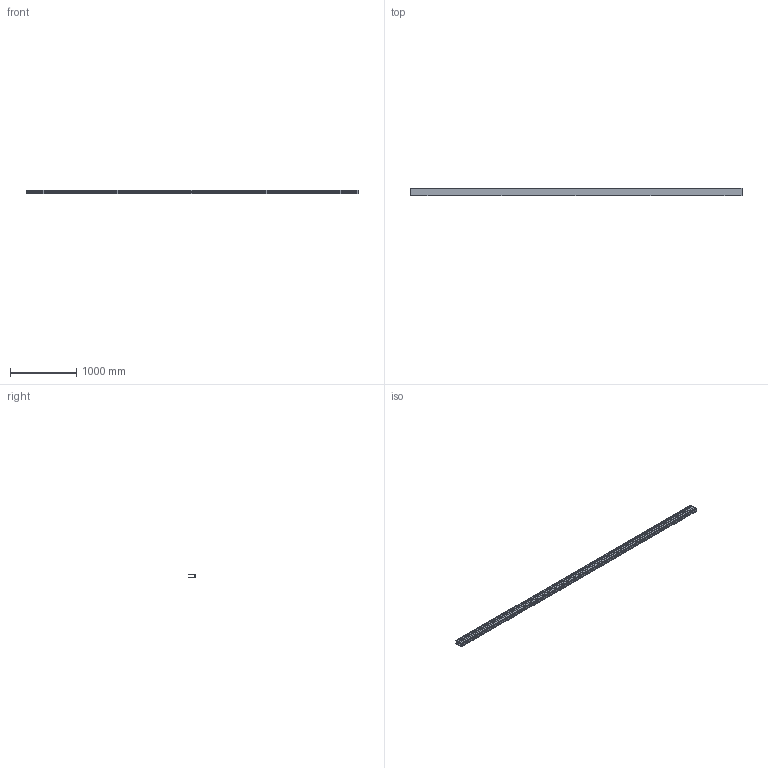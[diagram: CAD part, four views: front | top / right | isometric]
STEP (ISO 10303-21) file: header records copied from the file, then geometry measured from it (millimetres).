
FILE_DESCRIPTION (( 'STEP AP214' ), '1' );
FILE_NAME ('AL_0004-LIGHT-5000-S-E.STEP', '2023-09-19T09:01:25', ( '' ), ( '' ), 'SwSTEP 2.0', 'SolidWorks 2019', '' );
FILE_SCHEMA (( 'AUTOMOTIVE_DESIGN' ));
Length unit declared in the file: millimetre
Products named in the file (1): AL_0004-LIGHT-5000-S-E
Bounding box: 5000 x 120 x 58 mm (x, y, z)
Volume: 7682935.1 mm3; surface area: 5635141.3 mm2
Topology: 1 solids, 1 shells, 437 faces, 1380 edges, 920 vertices
Faces by surface type: cylinder 274, plane 163
Entity records: 16712 total; most frequent: CARTESIAN_POINT 3838, ORIENTED_EDGE 2760, DIRECTION 2704, EDGE_CURVE 1380, AXIS2_PLACEMENT_3D 986, VERTEX_POINT 920, LINE 732, VECTOR 732
